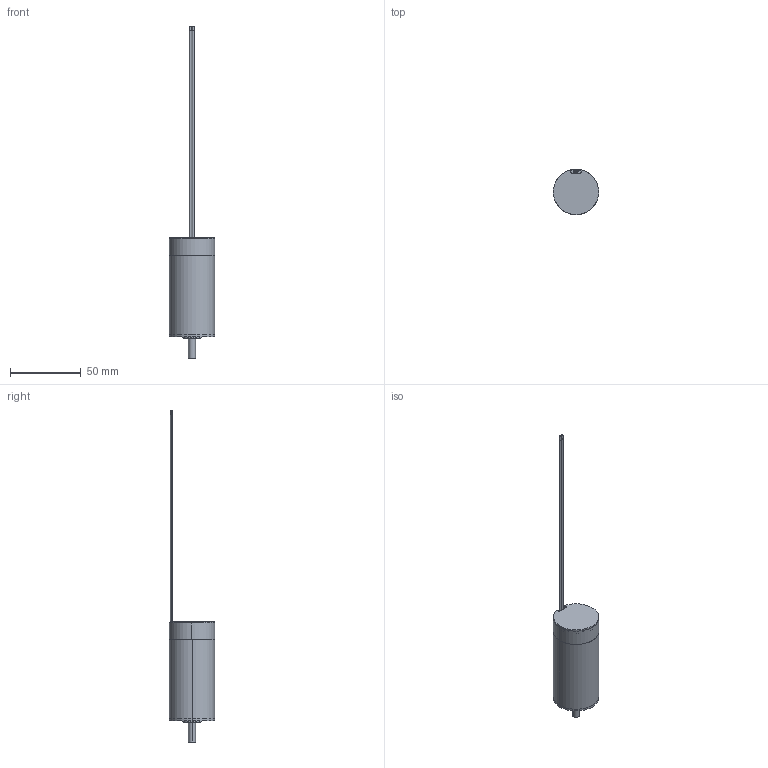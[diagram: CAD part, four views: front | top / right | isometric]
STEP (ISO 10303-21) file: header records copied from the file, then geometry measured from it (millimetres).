
FILE_DESCRIPTION (( 'STEP AP203' ), '1' );
FILE_NAME ('ECD3270S.STEP', '2016-12-27T02:45:48', ( 'Sky123.Org' ), ( 'Sky123.Org' ), 'SwSTEP 2.0', 'SolidWorks 2013', '' );
FILE_SCHEMA (( 'CONFIG_CONTROL_DESIGN' ));
Length unit declared in the file: millimetre
Products named in the file (7): 01.01.0180 ヶ傷裔; 01.07.0019 儂褲; 01.02.0093 綴傷裔; 01.10.0368 粣; 01.14.0126 傷赽盄; 01.02.0126 綴傷裔; ECD3270S
Assembly tree (6 placements, depth 2):
  ECD3270S
    01.07.0019 儂褲
    01.01.0180 ヶ傷裔
    01.02.0093 綴傷裔
    01.02.0126 綴傷裔
    01.10.0368 粣
    01.14.0126 傷赽盄
Bounding box: 32 x 32 x 234.3 mm (x, y, z)
Volume: 16868.5 mm3; surface area: 23379.8 mm2
Topology: 7 solids, 7 shells, 160 faces, 371 edges, 242 vertices
Faces by surface type: cylinder 98, plane 44, cone 18
Entity records: 5456 total; most frequent: DIRECTION 913, CARTESIAN_POINT 818, ORIENTED_EDGE 742, AXIS2_PLACEMENT_3D 383, EDGE_CURVE 371, VERTEX_POINT 242, CIRCLE 214, EDGE_LOOP 207
